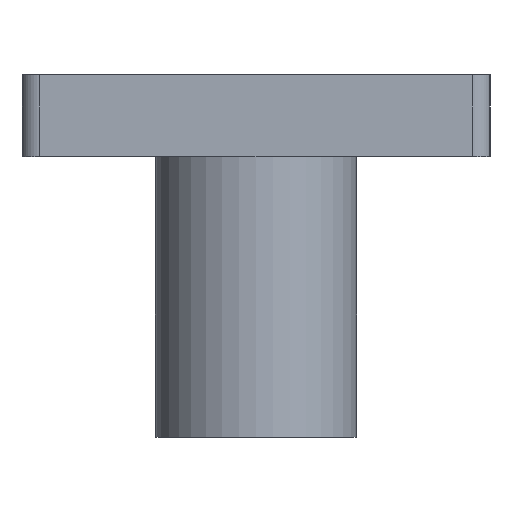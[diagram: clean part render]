
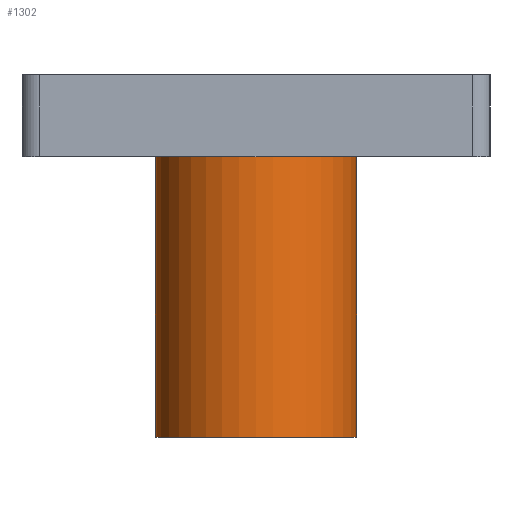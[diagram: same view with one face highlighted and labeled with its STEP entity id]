
A CAD part, left-side view. The second image highlights one B-rep face of the part: STEP entity #1302.
In plain terms, the highlighted cylindrical face has radius 8.6 mm (diameter 17.2 mm), a full revolution.
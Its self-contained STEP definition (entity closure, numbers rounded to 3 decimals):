
#39=LINE('',#1781,#198);
#198=VECTOR('',#1459,8.6);
#357=CYLINDRICAL_SURFACE('',#1365,8.6);
#376=FACE_OUTER_BOUND('',#422,.T.);
#422=EDGE_LOOP('',(#879,#880,#881,#882));
#484=CIRCLE('',#1366,8.6);
#485=CIRCLE('',#1367,8.6);
#516=VERTEX_POINT('',#1778);
#517=VERTEX_POINT('',#1780);
#679=EDGE_CURVE('',#516,#516,#484,.T.);
#680=EDGE_CURVE('',#516,#517,#39,.T.);
#681=EDGE_CURVE('',#517,#517,#485,.T.);
#879=ORIENTED_EDGE('',*,*,#679,.F.);
#880=ORIENTED_EDGE('',*,*,#680,.T.);
#881=ORIENTED_EDGE('',*,*,#681,.F.);
#882=ORIENTED_EDGE('',*,*,#680,.F.);
#1302=ADVANCED_FACE('',(#376),#357,.T.);
#1365=AXIS2_PLACEMENT_3D('',#1777,#1455,#1456);
#1366=AXIS2_PLACEMENT_3D('',#1779,#1457,#1458);
#1367=AXIS2_PLACEMENT_3D('',#1782,#1460,#1461);
#1455=DIRECTION('center_axis',(0.,0.,-1.));
#1456=DIRECTION('ref_axis',(-1.,0.,0.));
#1457=DIRECTION('center_axis',(0.,0.,-1.));
#1458=DIRECTION('ref_axis',(-1.,0.,0.));
#1459=DIRECTION('',(0.,0.,1.));
#1460=DIRECTION('center_axis',(0.,0.,1.));
#1461=DIRECTION('ref_axis',(-1.,0.,0.));
#1777=CARTESIAN_POINT('Origin',(33.,52.,380.));
#1778=CARTESIAN_POINT('',(41.6,52.,356.));
#1779=CARTESIAN_POINT('Origin',(33.,52.,356.));
#1780=CARTESIAN_POINT('',(41.6,52.,380.));
#1781=CARTESIAN_POINT('',(41.6,52.,380.));
#1782=CARTESIAN_POINT('Origin',(33.,52.,380.));
